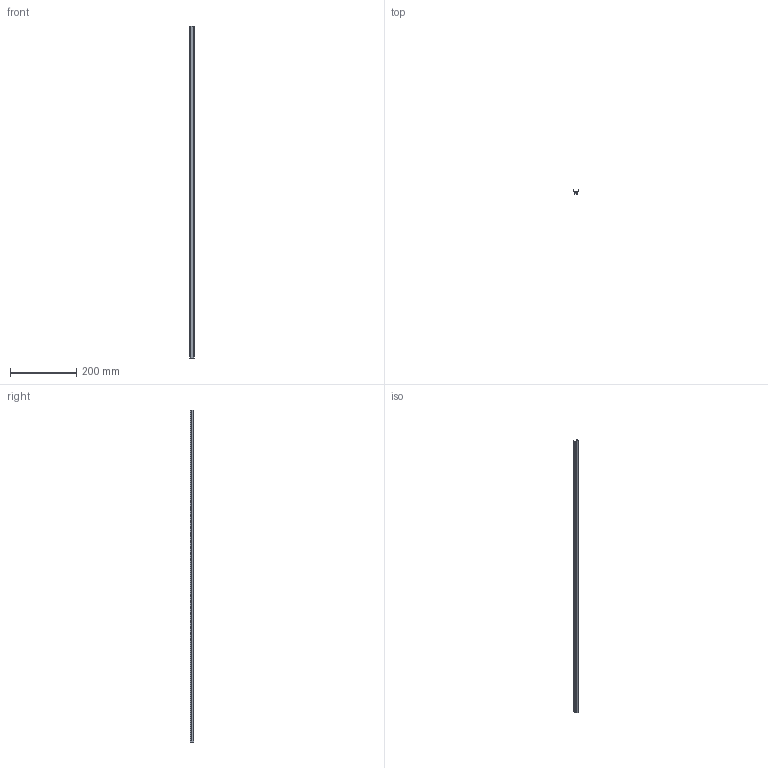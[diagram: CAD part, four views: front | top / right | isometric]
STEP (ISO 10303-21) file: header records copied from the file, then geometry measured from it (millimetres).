
FILE_DESCRIPTION(('STEP AP214'),'1');
FILE_NAME('fath_092031s04.stp','2017-10-09T09:17:43',('TraceParts'),('TraceParts S.A.'),'Spatial InterOp 3D',' ',' ');
FILE_SCHEMA(('automotive_design'));
Length unit declared in the file: millimetre
Products named in the file (1): fath_092031s04
Bounding box: 13.31 x 10.7 x 1000 mm (x, y, z)
Volume: 23947.6 mm3; surface area: 75889.8 mm2
Topology: 1 solids, 1 shells, 52 faces, 150 edges, 100 vertices
Faces by surface type: plane 28, cylinder 24
Entity records: 2163 total; most frequent: DIRECTION 304, CARTESIAN_POINT 303, ORIENTED_EDGE 300, EDGE_CURVE 150, LINE 102, VECTOR 102, AXIS2_PLACEMENT_3D 101, VERTEX_POINT 100
